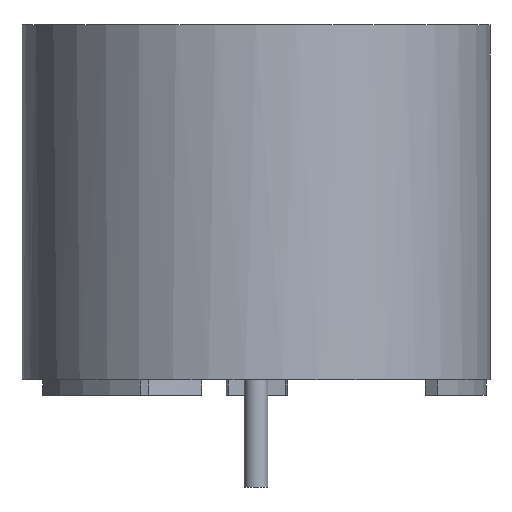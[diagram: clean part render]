
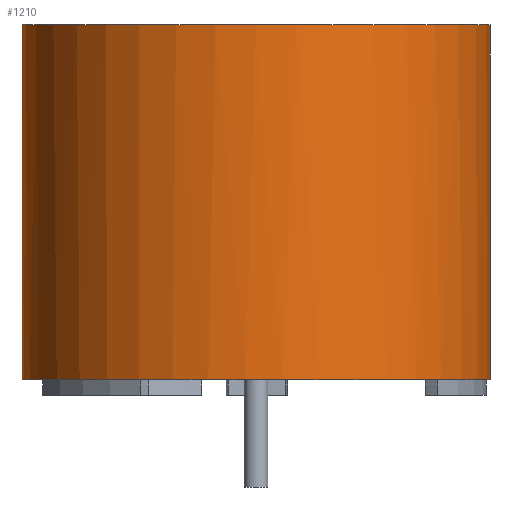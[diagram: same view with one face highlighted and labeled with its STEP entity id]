
A CAD part, front view. The second image highlights one B-rep face of the part: STEP entity #1210.
In plain terms, the highlighted cylindrical face has radius 6 mm (diameter 12 mm), a partial arc.
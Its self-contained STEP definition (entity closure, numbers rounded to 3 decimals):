
#10 = DIRECTION ( 'NONE',  ( 1., 0., 0. ) ) ;
#23 = AXIS2_PLACEMENT_3D ( 'NONE', #891, #912, #750 ) ;
#27 = EDGE_CURVE ( 'NONE', #933, #53, #189, .T. ) ;
#47 = DIRECTION ( 'NONE',  ( 0., 0., -1. ) ) ;
#53 = VERTEX_POINT ( 'NONE', #1391 ) ;
#62 = ORIENTED_EDGE ( 'NONE', *, *, #654, .F. ) ;
#82 = CARTESIAN_POINT ( 'NONE',  ( 0., 3.79, 0.01 ) ) ;
#104 = DIRECTION ( 'NONE',  ( 0., 0., -1. ) ) ;
#154 = VERTEX_POINT ( 'NONE', #1090 ) ;
#189 = CIRCLE ( 'NONE', #23, 6. ) ;
#218 = ORIENTED_EDGE ( 'NONE', *, *, #1604, .T. ) ;
#223 = CARTESIAN_POINT ( 'NONE',  ( 6., 3.79, 0.01 ) ) ;
#239 = DIRECTION ( 'NONE',  ( 0., 0., -1. ) ) ;
#251 = CARTESIAN_POINT ( 'NONE',  ( 4.736, 0.107, 0.41 ) ) ;
#327 = AXIS2_PLACEMENT_3D ( 'NONE', #82, #239, #1519 ) ;
#329 = EDGE_CURVE ( 'NONE', #1981, #647, #1414, .T. ) ;
#343 = CARTESIAN_POINT ( 'NONE',  ( -3., -1.406, 0.41 ) ) ;
#356 = AXIS2_PLACEMENT_3D ( 'NONE', #1583, #1784, #10 ) ;
#399 = VECTOR ( 'NONE', #47, 1000. ) ;
#413 = VERTEX_POINT ( 'NONE', #1545 ) ;
#490 = VERTEX_POINT ( 'NONE', #1412 ) ;
#522 = AXIS2_PLACEMENT_3D ( 'NONE', #854, #1955, #1350 ) ;
#551 = ORIENTED_EDGE ( 'NONE', *, *, #1502, .F. ) ;
#647 = VERTEX_POINT ( 'NONE', #343 ) ;
#654 = EDGE_CURVE ( 'NONE', #647, #413, #1246, .T. ) ;
#658 = DIRECTION ( 'NONE',  ( 0., 0., -1. ) ) ;
#726 = DIRECTION ( 'NONE',  ( 1., 0., 0. ) ) ;
#737 = EDGE_CURVE ( 'NONE', #154, #1981, #1150, .T. ) ;
#750 = DIRECTION ( 'NONE',  ( 1., 0., 0. ) ) ;
#779 = AXIS2_PLACEMENT_3D ( 'NONE', #1524, #1375, #726 ) ;
#794 = CARTESIAN_POINT ( 'NONE',  ( -6., 3.79, 9.51 ) ) ;
#854 = CARTESIAN_POINT ( 'NONE',  ( 0., 3.79, 0.41 ) ) ;
#891 = CARTESIAN_POINT ( 'NONE',  ( 0., 3.79, 9.51 ) ) ;
#906 = ORIENTED_EDGE ( 'NONE', *, *, #1493, .F. ) ;
#912 = DIRECTION ( 'NONE',  ( 0., 0., 1. ) ) ;
#933 = VERTEX_POINT ( 'NONE', #794 ) ;
#937 = DIRECTION ( 'NONE',  ( 1., 0., 0. ) ) ;
#1014 = EDGE_LOOP ( 'NONE', ( #1811, #218, #906, #62, #1790, #1317, #551 ) ) ;
#1090 = CARTESIAN_POINT ( 'NONE',  ( 6., 3.79, 0.41 ) ) ;
#1150 = CIRCLE ( 'NONE', #522, 6. ) ;
#1157 = CARTESIAN_POINT ( 'NONE',  ( -6., 3.79, 0.01 ) ) ;
#1210 = ADVANCED_FACE ( 'NONE', ( #1914 ), #1498, .T. ) ;
#1246 = CIRCLE ( 'NONE', #356, 6. ) ;
#1317 = ORIENTED_EDGE ( 'NONE', *, *, #737, .F. ) ;
#1350 = DIRECTION ( 'NONE',  ( 1., 0., 0. ) ) ;
#1375 = DIRECTION ( 'NONE',  ( 0., 0., -1. ) ) ;
#1391 = CARTESIAN_POINT ( 'NONE',  ( 6., 3.79, 9.51 ) ) ;
#1412 = CARTESIAN_POINT ( 'NONE',  ( -6., 3.79, 0.41 ) ) ;
#1414 = CIRCLE ( 'NONE', #779, 6. ) ;
#1473 = LINE ( 'NONE', #1157, #399 ) ;
#1493 = EDGE_CURVE ( 'NONE', #413, #490, #1745, .T. ) ;
#1498 = CYLINDRICAL_SURFACE ( 'NONE', #327, 6. ) ;
#1502 = EDGE_CURVE ( 'NONE', #53, #154, #1595, .T. ) ;
#1514 = AXIS2_PLACEMENT_3D ( 'NONE', #1586, #104, #937 ) ;
#1519 = DIRECTION ( 'NONE',  ( 1., 0., 0. ) ) ;
#1524 = CARTESIAN_POINT ( 'NONE',  ( 0., 3.79, 0.41 ) ) ;
#1545 = CARTESIAN_POINT ( 'NONE',  ( -5.558, 1.53, 0.41 ) ) ;
#1583 = CARTESIAN_POINT ( 'NONE',  ( 0., 3.79, 0.41 ) ) ;
#1586 = CARTESIAN_POINT ( 'NONE',  ( 0., 3.79, 0.41 ) ) ;
#1595 = LINE ( 'NONE', #223, #2008 ) ;
#1604 = EDGE_CURVE ( 'NONE', #933, #490, #1473, .T. ) ;
#1745 = CIRCLE ( 'NONE', #1514, 6. ) ;
#1784 = DIRECTION ( 'NONE',  ( 0., 0., -1. ) ) ;
#1790 = ORIENTED_EDGE ( 'NONE', *, *, #329, .F. ) ;
#1811 = ORIENTED_EDGE ( 'NONE', *, *, #27, .F. ) ;
#1914 = FACE_OUTER_BOUND ( 'NONE', #1014, .T. ) ;
#1955 = DIRECTION ( 'NONE',  ( 0., 0., -1. ) ) ;
#1981 = VERTEX_POINT ( 'NONE', #251 ) ;
#2008 = VECTOR ( 'NONE', #658, 1000. ) ;
